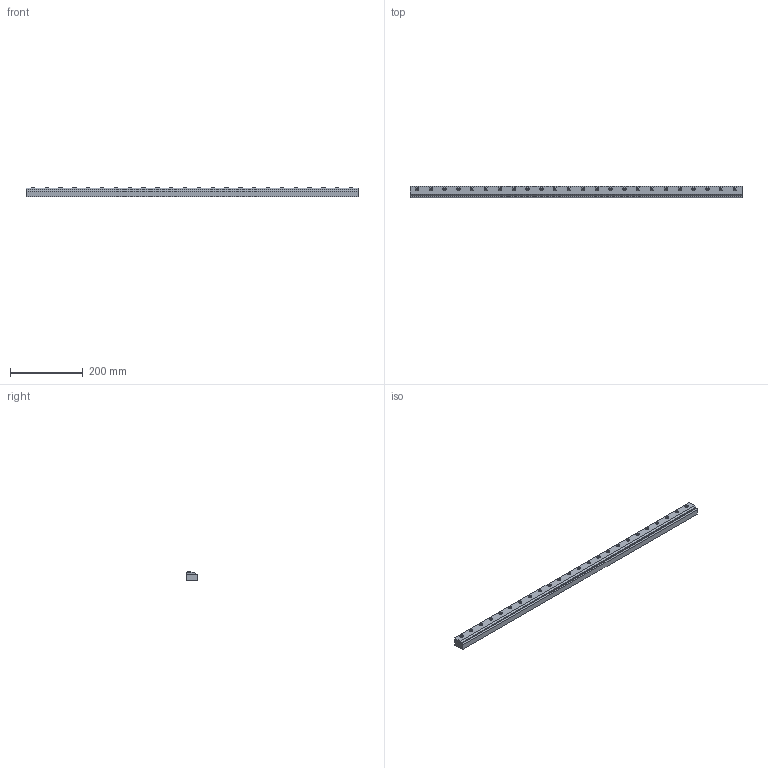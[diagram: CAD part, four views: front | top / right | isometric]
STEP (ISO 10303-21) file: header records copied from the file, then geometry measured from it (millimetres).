
FILE_DESCRIPTION((''),'2;1');
FILE_NAME('2636SS.stp','2012-04-18T12:56:15',('benzil estridge'),(''),'Autodesk Inventor 2012','Autodesk Inventor 2012','');
FILE_SCHEMA(('AUTOMOTIVE_DESIGN { 1 0 10303 214 1 1 1 1 }'));
Length unit declared in the file: inch
Products named in the file (27): Assembly30; Part655; Part657; Part659; Part661; Part663; Part665; Part667; Part669; Part671; Part673; Part675; Part677; Part679; Part681; Part683; Part685; Part687; Part689; Part691; Part693; Part695; Part697; Part699; Part701; Part703; Part705
Assembly tree (26 placements, depth 2):
  Assembly30
    Part655
    Part657
    Part659
    Part661
    Part663
    Part665
    Part667
    Part669
    Part671
    Part673
    Part675
    Part677
    Part679
    Part681
    Part683
    Part685
    Part687
    Part689
    Part691
    Part693
    Part695
    Part697
    Part699
    Part701
    Part703
    Part705
Bounding box: 914.4 x 30.48 x 26.85 mm (x, y, z)
Volume: 632553.8 mm3; surface area: 163761.9 mm2
Topology: 26 solids, 26 shells, 406 faces, 886 edges, 582 vertices
Faces by surface type: plane 255, cylinder 99, cone 28, bspline 24
Full cylindrical faces by diameter (mm): 4.826 x72, 9.169 x24, 11.112 x1, 11.113 x1
Entity records: 12096 total; most frequent: CARTESIAN_POINT 2781, DIRECTION 1830, ORIENTED_EDGE 1420, EDGE_CURVE 710, EDGE_LOOP 702, AXIS2_PLACEMENT_3D 685, VERTEX_POINT 556, VECTOR 460
